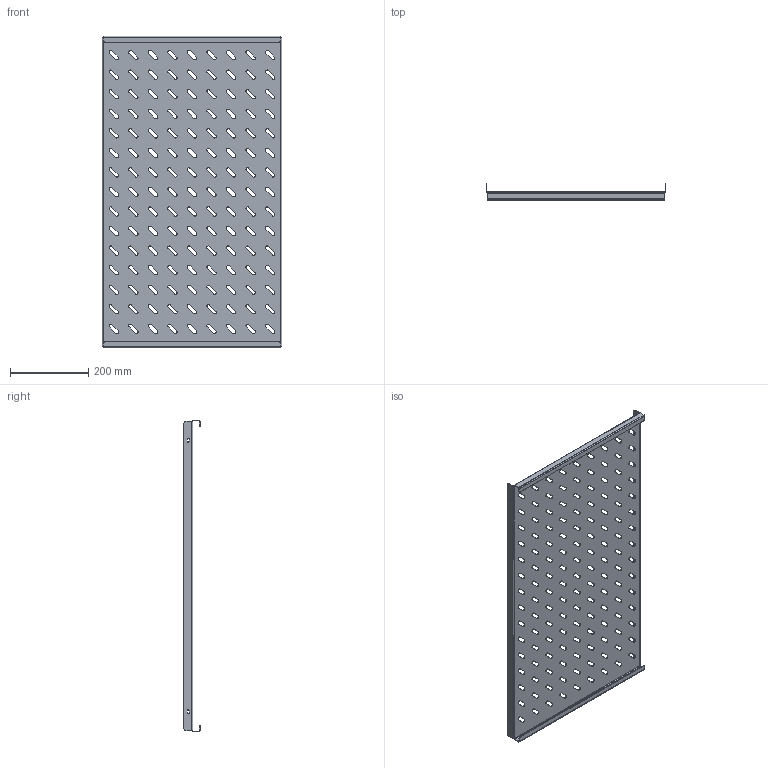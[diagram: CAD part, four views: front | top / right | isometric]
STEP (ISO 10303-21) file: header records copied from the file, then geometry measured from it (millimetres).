
FILE_DESCRIPTION (( 'STEP AP214' ), '1' );
FILE_NAME ('945.210.STEP', '2024-10-04T09:53:02', ( '' ), ( '' ), 'SwSTEP 2.0', 'SolidWorks 2021', '' );
FILE_SCHEMA (( 'AUTOMOTIVE_DESIGN' ));
Length unit declared in the file: millimetre
Products named in the file (1): 945.210
Bounding box: 460 x 41 x 797 mm (x, y, z)
Volume: 588690 mm3; surface area: 803429 mm2
Topology: 1 solids, 1 shells, 743 faces, 2195 edges, 1454 vertices
Faces by surface type: cylinder 433, plane 310
Entity records: 25681 total; most frequent: DIRECTION 4549, CARTESIAN_POINT 4393, ORIENTED_EDGE 4390, EDGE_CURVE 2195, AXIS2_PLACEMENT_3D 1610, VERTEX_POINT 1454, VECTOR 1329, LINE 1329
